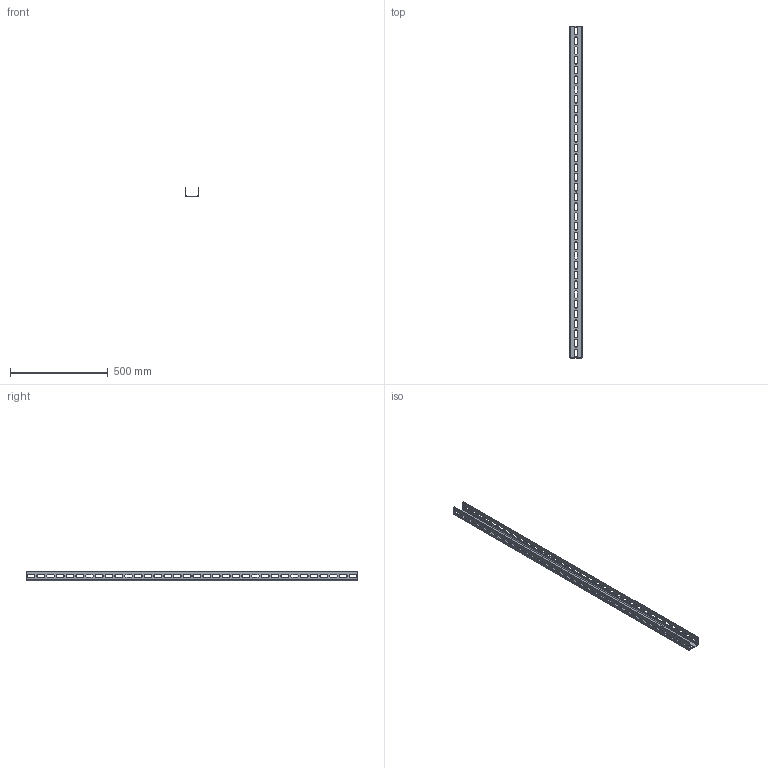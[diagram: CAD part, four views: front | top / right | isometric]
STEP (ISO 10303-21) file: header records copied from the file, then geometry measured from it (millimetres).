
FILE_DESCRIPTION((''),'2;1');
FILE_NAME('6340288_REFERENZ','2012-07-23T',('AndreasKeweloh'),(''),'PRO/ENGINEER BY PARAMETRIC TECHNOLOGY CORPORATION, 2012130','PRO/ENGINEER BY PARAMETRIC TECHNOLOGY CORPORATION, 2012130','');
FILE_SCHEMA(('CONFIG_CONTROL_DESIGN'));
Length unit declared in the file: millimetre
Products named in the file (1): 6340288_REFERENZ
Bounding box: 70 x 1700 x 50 mm (x, y, z)
Volume: 855258.3 mm3; surface area: 481644.7 mm2
Topology: 1 solids, 1 shells, 422 faces, 1260 edges, 840 vertices
Faces by surface type: plane 214, cylinder 208
Entity records: 14746 total; most frequent: CARTESIAN_POINT 2522, DIRECTION 2520, ORIENTED_EDGE 2520, EDGE_CURVE 1260, VECTOR 844, LINE 844, VERTEX_POINT 840, AXIS2_PLACEMENT_3D 838
